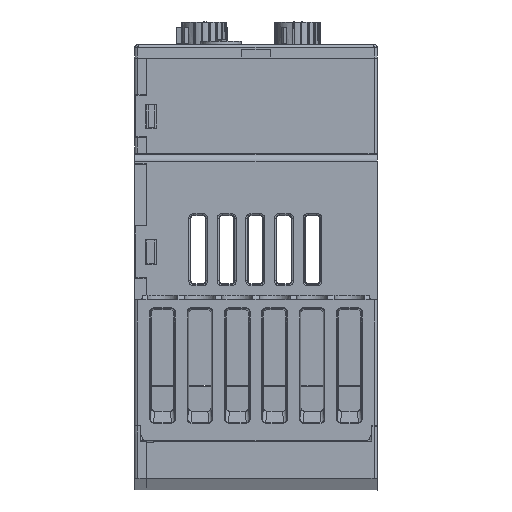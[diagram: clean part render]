
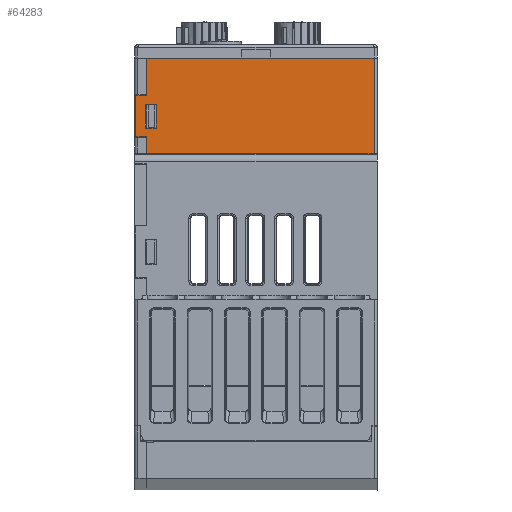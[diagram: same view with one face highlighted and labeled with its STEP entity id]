
A CAD part, left-side view. The second image highlights one B-rep face of the part: STEP entity #64283.
In plain terms, the highlighted planar face has unit normal (-1, 0, 0).
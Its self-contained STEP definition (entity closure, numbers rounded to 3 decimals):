
#7280=ORIENTED_EDGE('',*,*,#23968,.F.);
#7281=ORIENTED_EDGE('',*,*,#25002,.F.);
#7282=ORIENTED_EDGE('',*,*,#24601,.F.);
#7283=ORIENTED_EDGE('',*,*,#25295,.F.);
#7284=ORIENTED_EDGE('',*,*,#25323,.T.);
#7285=ORIENTED_EDGE('',*,*,#23991,.T.);
#7286=ORIENTED_EDGE('',*,*,#25327,.T.);
#7287=ORIENTED_EDGE('',*,*,#23967,.F.);
#7288=ORIENTED_EDGE('',*,*,#23984,.F.);
#7289=ORIENTED_EDGE('',*,*,#23985,.F.);
#7290=ORIENTED_EDGE('',*,*,#23977,.F.);
#7291=ORIENTED_EDGE('',*,*,#23987,.F.);
#23967=EDGE_CURVE('',#33641,#33639,#39950,.T.);
#23968=EDGE_CURVE('',#33642,#33641,#39951,.T.);
#23977=EDGE_CURVE('',#33648,#33649,#39960,.T.);
#23984=EDGE_CURVE('',#33655,#33653,#39967,.T.);
#23985=EDGE_CURVE('',#33649,#33655,#39968,.T.);
#23987=EDGE_CURVE('',#33653,#33648,#39970,.T.);
#23991=EDGE_CURVE('',#33658,#33657,#39974,.T.);
#24601=EDGE_CURVE('',#34071,#34068,#40347,.T.);
#25002=EDGE_CURVE('',#34068,#33642,#40708,.T.);
#25295=EDGE_CURVE('',#34505,#34071,#40974,.T.);
#25323=EDGE_CURVE('',#34505,#33658,#41002,.T.);
#25327=EDGE_CURVE('',#33657,#33639,#41006,.T.);
#33639=VERTEX_POINT('',#96015);
#33641=VERTEX_POINT('',#96019);
#33642=VERTEX_POINT('',#96023);
#33648=VERTEX_POINT('',#96041);
#33649=VERTEX_POINT('',#96042);
#33653=VERTEX_POINT('',#96051);
#33655=VERTEX_POINT('',#96055);
#33657=VERTEX_POINT('',#96067);
#33658=VERTEX_POINT('',#96069);
#34068=VERTEX_POINT('',#97280);
#34071=VERTEX_POINT('',#97285);
#34505=VERTEX_POINT('',#98727);
#39950=LINE('',#96020,#46529);
#39951=LINE('',#96022,#46530);
#39960=LINE('',#96040,#46539);
#39967=LINE('',#96056,#46546);
#39968=LINE('',#96058,#46547);
#39970=LINE('',#96061,#46549);
#39974=LINE('',#96068,#46553);
#40347=LINE('',#97286,#46926);
#40708=LINE('',#98136,#47287);
#40974=LINE('',#98728,#47553);
#41002=LINE('',#98790,#47581);
#41006=LINE('',#98796,#47585);
#46529=VECTOR('',#77973,1000.);
#46530=VECTOR('',#77976,1000.);
#46539=VECTOR('',#77991,1000.);
#46546=VECTOR('',#78000,1000.);
#46547=VECTOR('',#78003,1000.);
#46549=VECTOR('',#78007,1000.);
#46553=VECTOR('',#78013,1000.);
#46926=VECTOR('',#79208,1000.);
#47287=VECTOR('',#79925,1000.);
#47553=VECTOR('',#80501,1000.);
#47581=VECTOR('',#80589,1000.);
#47585=VECTOR('',#80597,1000.);
#53601=EDGE_LOOP('',(#7280,#7281,#7282,#7283,#7284,#7285,#7286,#7287));
#53602=EDGE_LOOP('',(#7288,#7289,#7290,#7291));
#57746=FACE_BOUND('',#53601,.T.);
#57747=FACE_BOUND('',#53602,.T.);
#61649=PLANE('',#72931);
#64283=ADVANCED_FACE('',(#57746,#57747),#61649,.F.);
#72931=AXIS2_PLACEMENT_3D('',#98805,#80608,#80609);
#77973=DIRECTION('',(0.,1.,0.));
#77976=DIRECTION('',(0.,0.,1.));
#77991=DIRECTION('',(0.,1.,0.));
#78000=DIRECTION('',(0.,-1.,0.));
#78003=DIRECTION('',(0.,0.,-1.));
#78007=DIRECTION('',(0.,0.,1.));
#78013=DIRECTION('',(0.,1.,0.));
#79208=DIRECTION('',(0.,0.,-1.));
#79925=DIRECTION('',(0.,1.,0.));
#80501=DIRECTION('',(0.,-1.,0.));
#80589=DIRECTION('',(0.,0.,-1.));
#80597=DIRECTION('',(0.,0.,-1.));
#80608=DIRECTION('',(1.,0.,0.));
#80609=DIRECTION('',(0.,0.,-1.));
#96015=CARTESIAN_POINT('',(-24.16,36.7,28.925));
#96019=CARTESIAN_POINT('',(-24.16,35.2,28.925));
#96020=CARTESIAN_POINT('',(-24.16,2.8,28.925));
#96022=CARTESIAN_POINT('',(-24.16,35.2,34.48));
#96023=CARTESIAN_POINT('',(-24.16,35.2,26.425));
#96040=CARTESIAN_POINT('',(-24.16,33.7,33.725));
#96041=CARTESIAN_POINT('',(-24.16,33.7,33.725));
#96042=CARTESIAN_POINT('',(-24.16,35.3,33.725));
#96051=CARTESIAN_POINT('',(-24.16,33.7,30.225));
#96055=CARTESIAN_POINT('',(-24.16,35.3,30.225));
#96056=CARTESIAN_POINT('',(-24.16,35.4,30.225));
#96058=CARTESIAN_POINT('',(-24.16,35.3,33.575));
#96061=CARTESIAN_POINT('',(-24.16,33.7,30.375));
#96067=CARTESIAN_POINT('',(-24.16,36.7,35.025));
#96068=CARTESIAN_POINT('',(-24.16,36.7,35.025));
#96069=CARTESIAN_POINT('',(-24.16,35.2,35.025));
#97280=CARTESIAN_POINT('',(-24.16,1.7,26.425));
#97285=CARTESIAN_POINT('',(-24.16,1.7,40.524));
#97286=CARTESIAN_POINT('',(-24.16,1.7,0.));
#98136=CARTESIAN_POINT('',(-24.16,19.3,26.425));
#98727=CARTESIAN_POINT('',(-24.16,35.2,40.524));
#98728=CARTESIAN_POINT('',(-24.16,2.8,40.524));
#98790=CARTESIAN_POINT('',(-24.16,35.2,35.438));
#98796=CARTESIAN_POINT('',(-24.16,36.7,28.975));
#98805=CARTESIAN_POINT('',(-24.16,2.8,34.48));
